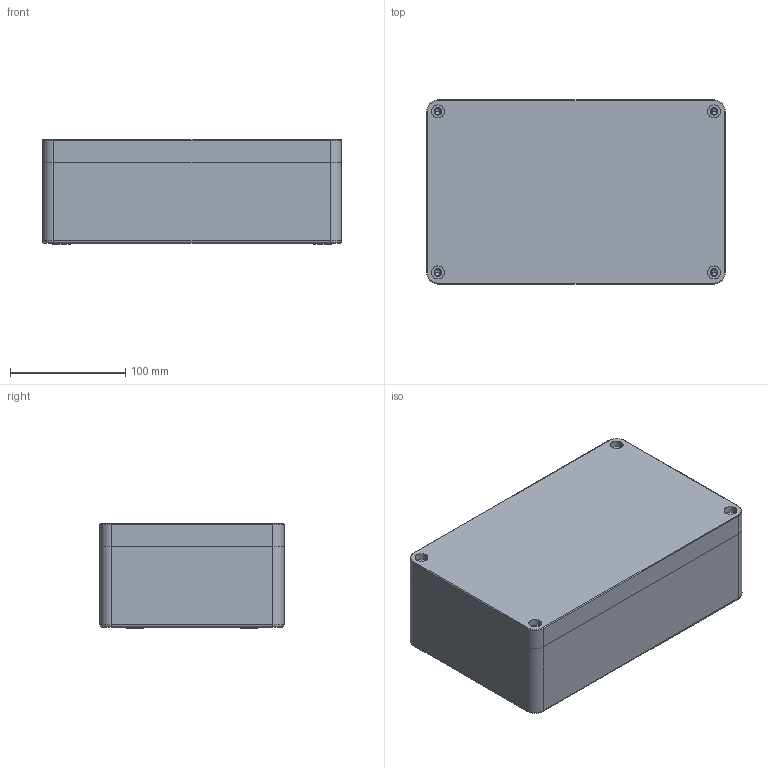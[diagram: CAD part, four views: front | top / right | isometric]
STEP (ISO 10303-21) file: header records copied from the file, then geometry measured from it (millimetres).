
FILE_DESCRIPTION((''),'2;1');
FILE_NAME('MGRP162609_ASM','2018-06-07T',('kjell_andersson'),(''),'CREO PARAMETRIC BY PTC INC, 2015290','CREO PARAMETRIC BY PTC INC, 2015290','');
FILE_SCHEMA(('AUTOMOTIVE_DESIGN { 1 0 10303 214 1 1 1 1 }'));
Length unit declared in the file: millimetre
Products named in the file (3): MGRP162607B; MGRP162602L; MGRP162609_ASM
Assembly tree (2 placements, depth 2):
  MGRP162609_ASM
    MGRP162607B
    MGRP162602L
Bounding box: 260 x 160 x 91 mm (x, y, z)
Volume: 1000211.1 mm3; surface area: 319465.2 mm2
Topology: 2 solids, 2 shells, 316 faces, 804 edges, 498 vertices
Faces by surface type: cylinder 144, plane 120, cone 32, torus 20
Entity records: 14265 total; most frequent: DIRECTION 1746, CARTESIAN_POINT 1610, ORIENTED_EDGE 1568, PRESENTATION_STYLE_ASSIGNMENT 786, STYLED_ITEM 786, CURVE_STYLE 784, EDGE_CURVE 784, AXIS2_PLACEMENT_3D 641
